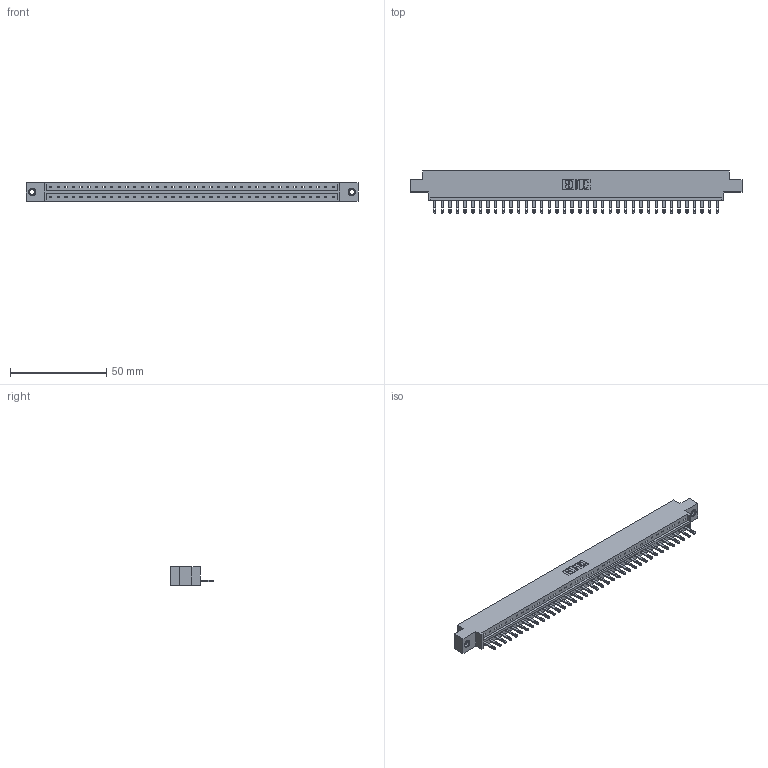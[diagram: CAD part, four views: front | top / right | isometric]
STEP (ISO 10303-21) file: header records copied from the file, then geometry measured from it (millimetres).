
FILE_DESCRIPTION (( 'STEP AP203' ), '1' );
FILE_NAME ('333-038-500-607.STEP', '2018-08-03T03:16:51', ( '' ), ( '' ), 'SwSTEP 2.0', 'SolidWorks 2016', '' );
FILE_SCHEMA (( 'CONFIG_CONTROL_DESIGN' ));
Length unit declared in the file: inch
Products named in the file (4): 333 Part_Offset - .156 Dia - TI; 345-292-001_345-293-100; 345-250-001_345-250-005-103; 333-038-500-607
Assembly tree (41 placements, depth 2):
  333-038-500-607
    333 Part_Offset - .156 Dia - TI
    345-292-001_345-293-100  x38
    345-250-001_345-250-005-103  x2
Bounding box: 172.11 x 21.85 x 9.4 mm (x, y, z)
Volume: 17067 mm3; surface area: 18767.8 mm2
Topology: 41 solids, 41 shells, 2230 faces, 6843 edges, 4554 vertices
Faces by surface type: plane 1474, cylinder 740, cone 12, torus 4
Entity records: 24996 total; most frequent: CARTESIAN_POINT 4295, ORIENTED_EDGE 4262, DIRECTION 3665, EDGE_CURVE 2131, LINE 1979, VECTOR 1979, VERTEX_POINT 1416, AXIS2_PLACEMENT_3D 843
